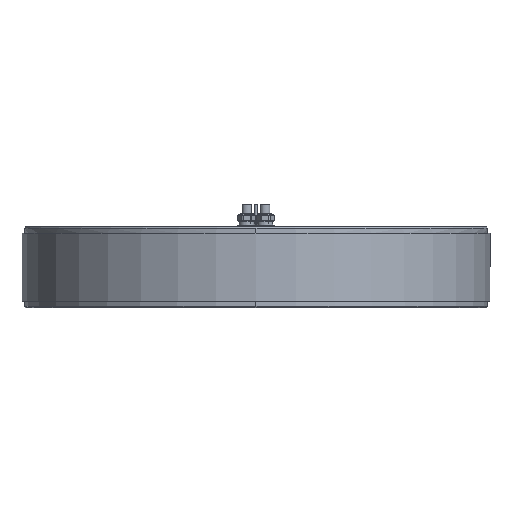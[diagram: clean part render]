
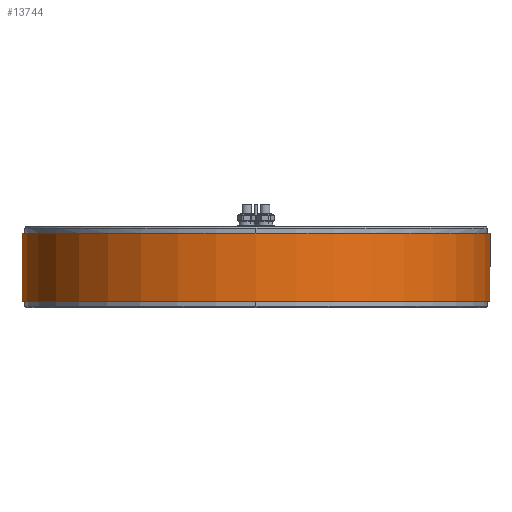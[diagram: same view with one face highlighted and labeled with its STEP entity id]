
A CAD part, front view. The second image highlights one B-rep face of the part: STEP entity #13744.
In plain terms, the highlighted cylindrical face has radius 521 mm (diameter 1042 mm), a partial arc.
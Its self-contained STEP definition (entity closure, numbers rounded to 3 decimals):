
#1604=CARTESIAN_POINT('',(0.,0.,-14.6));
#1605=DIRECTION('',(0.,0.,1.));
#1606=DIRECTION('',(-0.066,0.998,0.));
#1607=AXIS2_PLACEMENT_3D('',#1604,#1605,#1606);
#1609=DIRECTION('',(0.,0.,1.));
#1610=VECTOR('',#1609,150.8);
#1611=CARTESIAN_POINT('',(34.5,519.856,-165.4));
#1612=LINE('',#1611,#1610);
#1613=CARTESIAN_POINT('',(0.,0.,-165.4));
#1614=DIRECTION('',(0.,0.,-1.));
#1615=DIRECTION('',(0.066,0.998,0.));
#1616=AXIS2_PLACEMENT_3D('',#1613,#1614,#1615);
#1618=DIRECTION('',(0.,0.,1.));
#1619=VECTOR('',#1618,150.8);
#1620=CARTESIAN_POINT('',(-34.5,519.856,-165.4));
#1621=LINE('',#1620,#1619);
#9464=CARTESIAN_POINT('',(-34.5,519.856,-165.4));
#9465=CARTESIAN_POINT('',(34.5,519.856,-165.4));
#9466=VERTEX_POINT('',#9464);
#9467=VERTEX_POINT('',#9465);
#9468=CARTESIAN_POINT('',(-34.5,519.856,-14.6));
#9469=CARTESIAN_POINT('',(34.5,519.856,-14.6));
#9470=VERTEX_POINT('',#9468);
#9471=VERTEX_POINT('',#9469);
#13732=CARTESIAN_POINT('',(0.,0.,-7.06));
#13733=DIRECTION('',(0.,0.,-1.));
#13734=DIRECTION('',(1.,0.,0.));
#13735=AXIS2_PLACEMENT_3D('',#13732,#13733,#13734);
#13736=CYLINDRICAL_SURFACE('',#13735,521.);
#13738=ORIENTED_EDGE('',*,*,#13737,.T.);
#13739=ORIENTED_EDGE('',*,*,#13713,.F.);
#13740=ORIENTED_EDGE('',*,*,#13698,.T.);
#13741=ORIENTED_EDGE('',*,*,#13717,.T.);
#13742=EDGE_LOOP('',(#13738,#13739,#13740,#13741));
#13743=FACE_OUTER_BOUND('',#13742,.F.);
#13744=ADVANCED_FACE('',(#13743),#13736,.T.);
#1608=CIRCLE('',#1607,521.);
#1617=CIRCLE('',#1616,521.);
#13698=EDGE_CURVE('',#9467,#9466,#1617,.T.);
#13713=EDGE_CURVE('',#9467,#9471,#1612,.T.);
#13717=EDGE_CURVE('',#9466,#9470,#1621,.T.);
#13737=EDGE_CURVE('',#9470,#9471,#1608,.T.);
